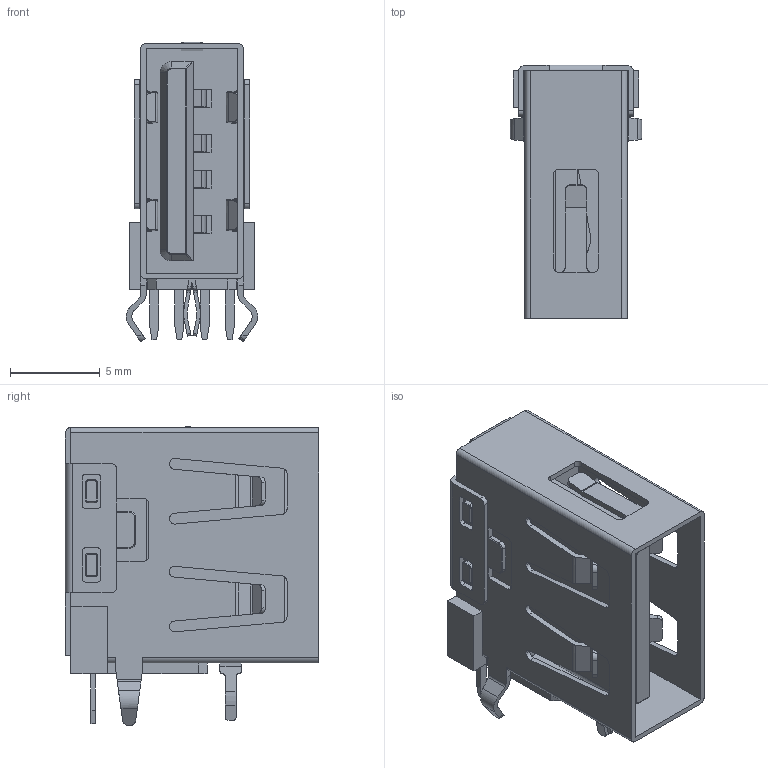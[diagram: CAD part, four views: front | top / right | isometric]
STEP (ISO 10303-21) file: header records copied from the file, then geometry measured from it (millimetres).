
FILE_DESCRIPTION (( 'STEP AP214' ), '1' );
FILE_NAME ('USB-A-TH_U-A-24D2-W-7.STEP', '2023-06-15T01:44:43', ( '' ), ( '' ), 'SwSTEP 2.0', 'SolidWorks 2020', '' );
FILE_SCHEMA (( 'AUTOMOTIVE_DESIGN' ));
Length unit declared in the file: millimetre
Products named in the file (1): USB-A-TH_U-A-24D2-W-7
Bounding box: 7.31 x 14.1 x 16.67 mm (x, y, z)
Volume: 623.9 mm3; surface area: 1489.6 mm2
Topology: 1 solids, 1 shells, 754 faces, 2087 edges, 1363 vertices
Faces by surface type: plane 452, cylinder 177, bspline 99, torus 22, cone 2, sphere 2
Entity records: 33399 total; most frequent: CARTESIAN_POINT 6403, ORIENTED_EDGE 4174, DIRECTION 3396, EDGE_CURVE 2087, LINE 1488, VECTOR 1488, VERTEX_POINT 1363, AXIS2_PLACEMENT_3D 954
